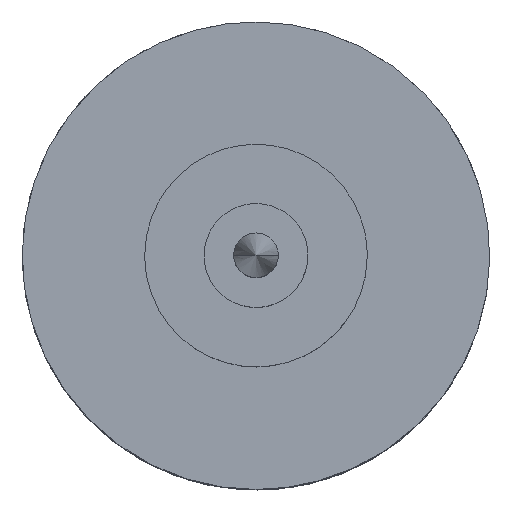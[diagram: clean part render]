
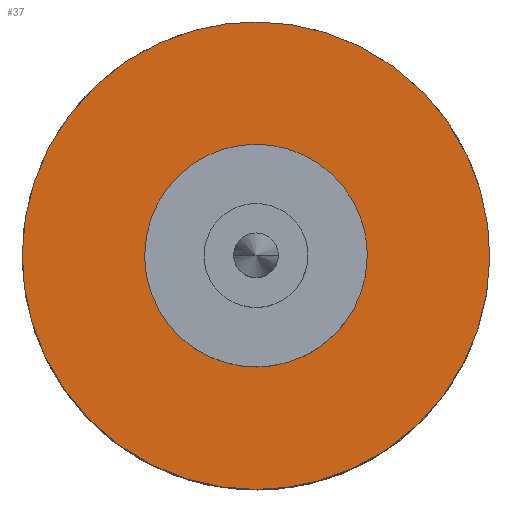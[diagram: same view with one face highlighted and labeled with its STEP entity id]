
A CAD part, top view. The second image highlights one B-rep face of the part: STEP entity #37.
In plain terms, the highlighted planar face has unit normal (0, 0, 1).
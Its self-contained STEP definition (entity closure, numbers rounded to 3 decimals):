
#37=ADVANCED_FACE('',(#60),#278,.T.);
#60=FACE_OUTER_BOUND('',#83,.T.);
#83=EDGE_LOOP('',(#127,#128));
#127=ORIENTED_EDGE('',*,*,#191,.F.);
#128=ORIENTED_EDGE('',*,*,#187,.F.);
#187=EDGE_CURVE('',#257,#259,#225,.T.);
#191=EDGE_CURVE('',#259,#257,#229,.T.);
#225=(
BOUNDED_CURVE()
B_SPLINE_CURVE(2,(#483,#484,#485,#486,#487),.UNSPECIFIED.,.F.,.F.)
B_SPLINE_CURVE_WITH_KNOTS((3,2,3),(0.,49.48,98.96),
 .UNSPECIFIED.)
CURVE()
GEOMETRIC_REPRESENTATION_ITEM()
RATIONAL_B_SPLINE_CURVE((1.,0.707,1.,0.707,1.))
REPRESENTATION_ITEM('')
);
#229=(
BOUNDED_CURVE()
B_SPLINE_CURVE(2,(#497,#498,#499,#500,#501),.UNSPECIFIED.,.F.,.F.)
B_SPLINE_CURVE_WITH_KNOTS((3,2,3),(98.96,148.44,197.92),
 .UNSPECIFIED.)
CURVE()
GEOMETRIC_REPRESENTATION_ITEM()
RATIONAL_B_SPLINE_CURVE((1.,0.707,1.,0.707,1.))
REPRESENTATION_ITEM('')
);
#257=VERTEX_POINT('',#479);
#259=VERTEX_POINT('',#481);
#278=PLANE('',#321);
#321=AXIS2_PLACEMENT_3D('',#467,#333,$);
#333=DIRECTION('',(0.,0.,1.));
#467=CARTESIAN_POINT('',(-39.375,-39.375,62.1));
#479=CARTESIAN_POINT('',(0.,31.5,62.1));
#481=CARTESIAN_POINT('',(0.,-31.5,62.1));
#483=CARTESIAN_POINT('',(0.,31.5,62.1));
#484=CARTESIAN_POINT('',(31.5,31.5,62.1));
#485=CARTESIAN_POINT('',(31.5,0.,62.1));
#486=CARTESIAN_POINT('',(31.5,-31.5,62.1));
#487=CARTESIAN_POINT('',(0.,-31.5,62.1));
#497=CARTESIAN_POINT('',(0.,-31.5,62.1));
#498=CARTESIAN_POINT('',(-31.5,-31.5,62.1));
#499=CARTESIAN_POINT('',(-31.5,0.,62.1));
#500=CARTESIAN_POINT('',(-31.5,31.5,62.1));
#501=CARTESIAN_POINT('',(0.,31.5,62.1));
